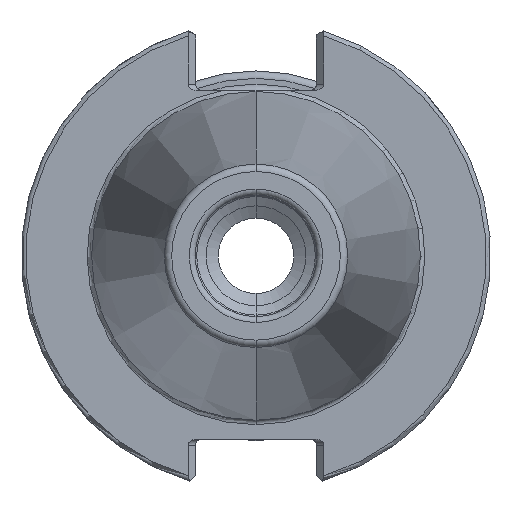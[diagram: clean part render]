
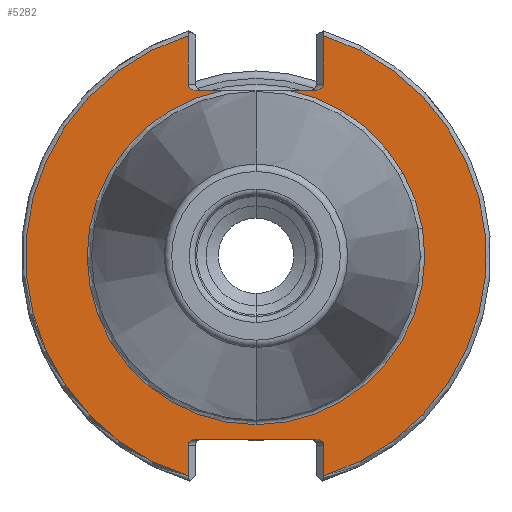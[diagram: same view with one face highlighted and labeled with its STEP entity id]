
A CAD part, left-side view. The second image highlights one B-rep face of the part: STEP entity #5282.
In plain terms, the highlighted planar face has unit normal (-1, 0, 0).
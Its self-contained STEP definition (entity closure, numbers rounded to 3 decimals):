
#73 = EDGE_CURVE ( 'NONE', #184, #4308, #3918, .T. ) ;
#85 = DIRECTION ( 'NONE',  ( -1., 0., 0. ) ) ;
#98 = ORIENTED_EDGE ( 'NONE', *, *, #4256, .T. ) ;
#133 = ORIENTED_EDGE ( 'NONE', *, *, #4105, .T. ) ;
#174 = CARTESIAN_POINT ( 'NONE',  ( 3.175, -9.18, 23.2 ) ) ;
#184 = VERTEX_POINT ( 'NONE', #3814 ) ;
#204 = PLANE ( 'NONE',  #1333 ) ;
#219 = CIRCLE ( 'NONE', #5086, 31.15 ) ;
#260 = ORIENTED_EDGE ( 'NONE', *, *, #1763, .T. ) ;
#263 = CARTESIAN_POINT ( 'NONE',  ( 3.175, 22.825, 22.4 ) ) ;
#280 = CARTESIAN_POINT ( 'NONE',  ( 3.175, -8.049, -24.8 ) ) ;
#507 = ORIENTED_EDGE ( 'NONE', *, *, #4997, .F. ) ;
#520 = CARTESIAN_POINT ( 'NONE',  ( 3.175, 9.18, -29.767 ) ) ;
#619 = CARTESIAN_POINT ( 'NONE',  ( 3.175, -9.18, -29.767 ) ) ;
#729 = EDGE_CURVE ( 'NONE', #2754, #5309, #1563, .T. ) ;
#730 = VECTOR ( 'NONE', #4977, 1000. ) ;
#853 = EDGE_CURVE ( 'NONE', #3229, #2175, #2616, .T. ) ;
#999 = LINE ( 'NONE', #3400, #4191 ) ;
#1038 = DIRECTION ( 'NONE',  ( 0., 0., -1. ) ) ;
#1090 = DIRECTION ( 'NONE',  ( 0., 1., 0. ) ) ;
#1210 = EDGE_CURVE ( 'NONE', #4721, #184, #2583, .T. ) ;
#1244 = CARTESIAN_POINT ( 'NONE',  ( 3.175, 8.049, 22.4 ) ) ;
#1252 = CIRCLE ( 'NONE', #2238, 22.825 ) ;
#1264 = CARTESIAN_POINT ( 'NONE',  ( 3.175, -8.711, -24.8 ) ) ;
#1268 = CARTESIAN_POINT ( 'NONE',  ( 3.175, -8.049, 22.4 ) ) ;
#1271 = CARTESIAN_POINT ( 'NONE',  ( 3.175, 9.18, 22.731 ) ) ;
#1328 = CARTESIAN_POINT ( 'NONE',  ( 3.175, -9.18, -25.6 ) ) ;
#1333 = AXIS2_PLACEMENT_3D ( 'NONE', #4777, #3501, #1038 ) ;
#1352 = VERTEX_POINT ( 'NONE', #520 ) ;
#1372 = AXIS2_PLACEMENT_3D ( 'NONE', #2350, #5335, #4033 ) ;
#1399 = ORIENTED_EDGE ( 'NONE', *, *, #2496, .F. ) ;
#1407 = CARTESIAN_POINT ( 'NONE',  ( 3.175, 0., 0. ) ) ;
#1410 = CARTESIAN_POINT ( 'NONE',  ( 3.175, -4.384, 22.4 ) ) ;
#1426 = EDGE_CURVE ( 'NONE', #2169, #1352, #219, .T. ) ;
#1563 = CIRCLE ( 'NONE', #1372, 22.825 ) ;
#1568 = VECTOR ( 'NONE', #3888, 1000. ) ;
#1714 = CARTESIAN_POINT ( 'NONE',  ( 3.175, -9.18, -25.6 ) ) ;
#1731 = CARTESIAN_POINT ( 'NONE',  ( 3.175, 8.049, 22.4 ) ) ;
#1763 = EDGE_CURVE ( 'NONE', #2001, #1932, #1913, .T. ) ;
#1784 = CARTESIAN_POINT ( 'NONE',  ( 3.175, 9.18, 29.767 ) ) ;
#1806 = DIRECTION ( 'NONE',  ( 0., 0., 1. ) ) ;
#1813 = CARTESIAN_POINT ( 'NONE',  ( 3.175, -9.18, 0. ) ) ;
#1814 = LINE ( 'NONE', #4139, #730 ) ;
#1832 = ORIENTED_EDGE ( 'NONE', *, *, #1210, .T. ) ;
#1857 = EDGE_CURVE ( 'NONE', #2169, #2175, #999, .T. ) ;
#1911 = CARTESIAN_POINT ( 'NONE',  ( 3.175, 9.18, -25.131 ) ) ;
#1913 =( BOUNDED_CURVE ( )  B_SPLINE_CURVE ( 3, ( #2060, #1911, #1947, #2045 ),
 .UNSPECIFIED., .F., .T. ) 
 B_SPLINE_CURVE_WITH_KNOTS ( ( 4, 4 ),
 ( 3.142, 4.712 ),
 .UNSPECIFIED. ) 
 CURVE ( )  GEOMETRIC_REPRESENTATION_ITEM ( )  RATIONAL_B_SPLINE_CURVE ( ( 1., 0.805, 0.805, 1. ) ) 
 REPRESENTATION_ITEM ( '' )  );
#1930 = EDGE_CURVE ( 'NONE', #4721, #2991, #2647, .T. ) ;
#1932 = VERTEX_POINT ( 'NONE', #2621 ) ;
#1947 = CARTESIAN_POINT ( 'NONE',  ( 3.175, 8.711, -24.8 ) ) ;
#2001 = VERTEX_POINT ( 'NONE', #4564 ) ;
#2045 = CARTESIAN_POINT ( 'NONE',  ( 3.175, 8.049, -24.8 ) ) ;
#2060 = CARTESIAN_POINT ( 'NONE',  ( 3.175, 9.18, -25.6 ) ) ;
#2072 = DIRECTION ( 'NONE',  ( -1., 0., 0. ) ) ;
#2100 = CARTESIAN_POINT ( 'NONE',  ( 3.175, -9.18, -25.131 ) ) ;
#2136 = DIRECTION ( 'NONE',  ( 0., 0., 1. ) ) ;
#2151 = ORIENTED_EDGE ( 'NONE', *, *, #2623, .T. ) ;
#2152 = LINE ( 'NONE', #5084, #3109 ) ;
#2169 = VERTEX_POINT ( 'NONE', #1784 ) ;
#2175 = VERTEX_POINT ( 'NONE', #4294 ) ;
#2182 = EDGE_LOOP ( 'NONE', ( #133, #260, #98, #4898, #1399, #2151, #2540, #1832, #2388, #507, #2537, #4572, #2977, #5031, #3976 ) ) ;
#2238 = AXIS2_PLACEMENT_3D ( 'NONE', #4602, #2072, #5015 ) ;
#2320 = CARTESIAN_POINT ( 'NONE',  ( 3.175, -9.18, 29.767 ) ) ;
#2350 = CARTESIAN_POINT ( 'NONE',  ( 3.175, 0., 0. ) ) ;
#2388 = ORIENTED_EDGE ( 'NONE', *, *, #73, .T. ) ;
#2496 = EDGE_CURVE ( 'NONE', #4344, #2748, #1814, .T. ) ;
#2537 = ORIENTED_EDGE ( 'NONE', *, *, #729, .F. ) ;
#2540 = ORIENTED_EDGE ( 'NONE', *, *, #1930, .F. ) ;
#2554 = CARTESIAN_POINT ( 'NONE',  ( 3.175, 0., 0. ) ) ;
#2572 = CARTESIAN_POINT ( 'NONE',  ( 3.175, 22.825, 22.4 ) ) ;
#2583 =( BOUNDED_CURVE ( )  B_SPLINE_CURVE ( 3, ( #2896, #3308, #3753, #1268 ),
 .UNSPECIFIED., .F., .F. ) 
 B_SPLINE_CURVE_WITH_KNOTS ( ( 4, 4 ),
 ( 3.142, 4.712 ),
 .UNSPECIFIED. ) 
 CURVE ( )  GEOMETRIC_REPRESENTATION_ITEM ( )  RATIONAL_B_SPLINE_CURVE ( ( 1., 0.805, 0.805, 1. ) ) 
 REPRESENTATION_ITEM ( '' )  );
#2595 = EDGE_CURVE ( 'NONE', #5388, #2748, #3401, .T. ) ;
#2604 = DIRECTION ( 'NONE',  ( 0., -1., 0. ) ) ;
#2616 =( BOUNDED_CURVE ( )  B_SPLINE_CURVE ( 3, ( #1244, #3736, #1271, #3757 ),
 .UNSPECIFIED., .F., .F. ) 
 B_SPLINE_CURVE_WITH_KNOTS ( ( 4, 4 ),
 ( 4.712, 6.283 ),
 .UNSPECIFIED. ) 
 CURVE ( )  GEOMETRIC_REPRESENTATION_ITEM ( )  RATIONAL_B_SPLINE_CURVE ( ( 1., 0.805, 0.805, 1. ) ) 
 REPRESENTATION_ITEM ( '' )  );
#2621 = CARTESIAN_POINT ( 'NONE',  ( 3.175, 8.049, -24.8 ) ) ;
#2623 = EDGE_CURVE ( 'NONE', #4344, #2991, #3783, .T. ) ;
#2641 = DIRECTION ( 'NONE',  ( 0., 1., 0. ) ) ;
#2647 = LINE ( 'NONE', #1813, #1568 ) ;
#2748 = VERTEX_POINT ( 'NONE', #1328 ) ;
#2754 = VERTEX_POINT ( 'NONE', #3819 ) ;
#2786 = VECTOR ( 'NONE', #2641, 1000. ) ;
#2896 = CARTESIAN_POINT ( 'NONE',  ( 3.175, -9.18, 23.2 ) ) ;
#2962 = DIRECTION ( 'NONE',  ( 0., 0., 1. ) ) ;
#2977 = ORIENTED_EDGE ( 'NONE', *, *, #853, .T. ) ;
#2991 = VERTEX_POINT ( 'NONE', #2320 ) ;
#3109 = VECTOR ( 'NONE', #2136, 1000. ) ;
#3229 = VERTEX_POINT ( 'NONE', #1731 ) ;
#3308 = CARTESIAN_POINT ( 'NONE',  ( 3.175, -9.18, 22.731 ) ) ;
#3379 = LINE ( 'NONE', #263, #4505 ) ;
#3400 = CARTESIAN_POINT ( 'NONE',  ( 3.175, 9.18, 0. ) ) ;
#3401 =( BOUNDED_CURVE ( )  B_SPLINE_CURVE ( 3, ( #4221, #1264, #2100, #1714 ),
 .UNSPECIFIED., .F., .T. ) 
 B_SPLINE_CURVE_WITH_KNOTS ( ( 4, 4 ),
 ( 4.712, 6.283 ),
 .UNSPECIFIED. ) 
 CURVE ( )  GEOMETRIC_REPRESENTATION_ITEM ( )  RATIONAL_B_SPLINE_CURVE ( ( 1., 0.805, 0.805, 1. ) ) 
 REPRESENTATION_ITEM ( '' )  );
#3501 = DIRECTION ( 'NONE',  ( 1., 0., 0. ) ) ;
#3736 = CARTESIAN_POINT ( 'NONE',  ( 3.175, 8.711, 22.4 ) ) ;
#3753 = CARTESIAN_POINT ( 'NONE',  ( 3.175, -8.711, 22.4 ) ) ;
#3757 = CARTESIAN_POINT ( 'NONE',  ( 3.175, 9.18, 23.2 ) ) ;
#3783 = CIRCLE ( 'NONE', #3899, 31.15 ) ;
#3793 = FACE_OUTER_BOUND ( 'NONE', #2182, .T. ) ;
#3814 = CARTESIAN_POINT ( 'NONE',  ( 3.175, -8.049, 22.4 ) ) ;
#3819 = CARTESIAN_POINT ( 'NONE',  ( 3.175, 4.384, 22.4 ) ) ;
#3888 = DIRECTION ( 'NONE',  ( 0., 0., 1. ) ) ;
#3899 = AXIS2_PLACEMENT_3D ( 'NONE', #2554, #85, #2962 ) ;
#3918 = LINE ( 'NONE', #2572, #2786 ) ;
#3976 = ORIENTED_EDGE ( 'NONE', *, *, #1426, .T. ) ;
#3995 = VECTOR ( 'NONE', #2604, 1000. ) ;
#3996 = DIRECTION ( 'NONE',  ( 0., 0., -1. ) ) ;
#4033 = DIRECTION ( 'NONE',  ( 0., 0., 1. ) ) ;
#4105 = EDGE_CURVE ( 'NONE', #1352, #2001, #2152, .T. ) ;
#4139 = CARTESIAN_POINT ( 'NONE',  ( 3.175, -9.18, -31.75 ) ) ;
#4191 = VECTOR ( 'NONE', #3996, 1000. ) ;
#4221 = CARTESIAN_POINT ( 'NONE',  ( 3.175, -8.049, -24.8 ) ) ;
#4256 = EDGE_CURVE ( 'NONE', #1932, #5388, #5115, .T. ) ;
#4294 = CARTESIAN_POINT ( 'NONE',  ( 3.175, 9.18, 23.2 ) ) ;
#4308 = VERTEX_POINT ( 'NONE', #1410 ) ;
#4320 = DIRECTION ( 'NONE',  ( -1., 0., 0. ) ) ;
#4344 = VERTEX_POINT ( 'NONE', #619 ) ;
#4505 = VECTOR ( 'NONE', #1090, 1000. ) ;
#4564 = CARTESIAN_POINT ( 'NONE',  ( 3.175, 9.18, -25.6 ) ) ;
#4572 = ORIENTED_EDGE ( 'NONE', *, *, #5351, .T. ) ;
#4602 = CARTESIAN_POINT ( 'NONE',  ( 3.175, 0., 0. ) ) ;
#4721 = VERTEX_POINT ( 'NONE', #174 ) ;
#4738 = CARTESIAN_POINT ( 'NONE',  ( 3.175, -9.18, -24.8 ) ) ;
#4777 = CARTESIAN_POINT ( 'NONE',  ( 3.175, 22.825, 0. ) ) ;
#4898 = ORIENTED_EDGE ( 'NONE', *, *, #2595, .T. ) ;
#4977 = DIRECTION ( 'NONE',  ( 0., 0., 1. ) ) ;
#4997 = EDGE_CURVE ( 'NONE', #5309, #4308, #1252, .T. ) ;
#5015 = DIRECTION ( 'NONE',  ( 0., 0., 1. ) ) ;
#5031 = ORIENTED_EDGE ( 'NONE', *, *, #1857, .F. ) ;
#5084 = CARTESIAN_POINT ( 'NONE',  ( 3.175, 9.18, -31.75 ) ) ;
#5086 = AXIS2_PLACEMENT_3D ( 'NONE', #1407, #4320, #1806 ) ;
#5115 = LINE ( 'NONE', #4738, #3995 ) ;
#5211 = CARTESIAN_POINT ( 'NONE',  ( 3.175, 0., -22.825 ) ) ;
#5282 = ADVANCED_FACE ( 'NONE', ( #3793 ), #204, .F. ) ;
#5309 = VERTEX_POINT ( 'NONE', #5211 ) ;
#5335 = DIRECTION ( 'NONE',  ( -1., 0., 0. ) ) ;
#5351 = EDGE_CURVE ( 'NONE', #2754, #3229, #3379, .T. ) ;
#5388 = VERTEX_POINT ( 'NONE', #280 ) ;
